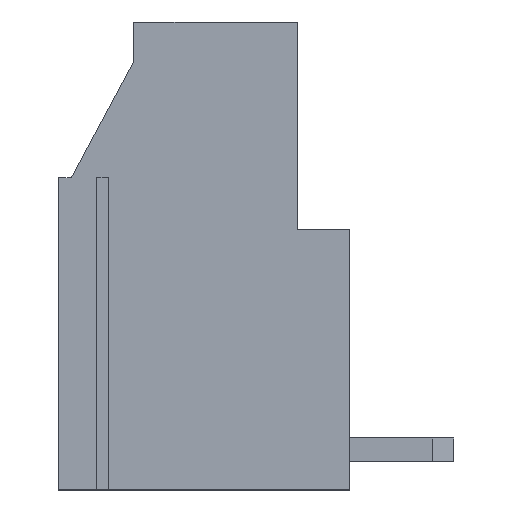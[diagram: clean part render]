
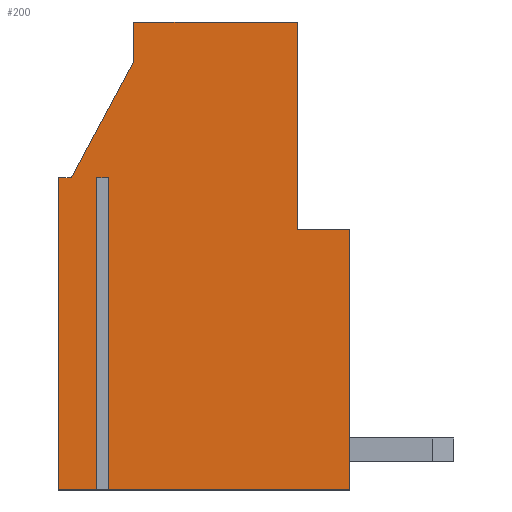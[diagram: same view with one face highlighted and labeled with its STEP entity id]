
A CAD part, front view. The second image highlights one B-rep face of the part: STEP entity #200.
In plain terms, the highlighted planar face has unit normal (0, -1, 0).
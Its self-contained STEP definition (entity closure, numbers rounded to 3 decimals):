
#200 = ADVANCED_FACE( '', ( #444 ), #445, .T. );
#444 = FACE_OUTER_BOUND( '', #742, .T. );
#445 = PLANE( '', #743 );
#742 = EDGE_LOOP( '', ( #1138, #1139, #1140, #1141, #1142, #1143, #1144, #1145, #1146, #1147, #1148, #1149, #1150 ) );
#743 = AXIS2_PLACEMENT_3D( '', #1151, #1152, #1153 );
#1138 = ORIENTED_EDGE( '', *, *, #1951, .T. );
#1139 = ORIENTED_EDGE( '', *, *, #1952, .F. );
#1140 = ORIENTED_EDGE( '', *, *, #1953, .T. );
#1141 = ORIENTED_EDGE( '', *, *, #1867, .T. );
#1142 = ORIENTED_EDGE( '', *, *, #1954, .T. );
#1143 = ORIENTED_EDGE( '', *, *, #1955, .F. );
#1144 = ORIENTED_EDGE( '', *, *, #1912, .F. );
#1145 = ORIENTED_EDGE( '', *, *, #1956, .F. );
#1146 = ORIENTED_EDGE( '', *, *, #1957, .T. );
#1147 = ORIENTED_EDGE( '', *, *, #1875, .T. );
#1148 = ORIENTED_EDGE( '', *, *, #1958, .T. );
#1149 = ORIENTED_EDGE( '', *, *, #1959, .T. );
#1150 = ORIENTED_EDGE( '', *, *, #1960, .T. );
#1151 = CARTESIAN_POINT( '', ( 0., -7.5, 0. ) );
#1152 = DIRECTION( '', ( 0., -1., 0. ) );
#1153 = DIRECTION( '', ( 0., 0., -1. ) );
#1867 = EDGE_CURVE( '', #2237, #2234, #2238, .T. );
#1875 = EDGE_CURVE( '', #2249, #2250, #2251, .T. );
#1912 = EDGE_CURVE( '', #2314, #2316, #2317, .T. );
#1951 = EDGE_CURVE( '', #2381, #2382, #2383, .T. );
#1952 = EDGE_CURVE( '', #2384, #2382, #2385, .T. );
#1953 = EDGE_CURVE( '', #2384, #2237, #2386, .T. );
#1954 = EDGE_CURVE( '', #2234, #2387, #2388, .T. );
#1955 = EDGE_CURVE( '', #2316, #2387, #2389, .T. );
#1956 = EDGE_CURVE( '', #2390, #2314, #2391, .T. );
#1957 = EDGE_CURVE( '', #2390, #2249, #2392, .T. );
#1958 = EDGE_CURVE( '', #2250, #2393, #2394, .T. );
#1959 = EDGE_CURVE( '', #2393, #2395, #2396, .T. );
#1960 = EDGE_CURVE( '', #2395, #2381, #2397, .T. );
#2234 = VERTEX_POINT( '', #2774 );
#2237 = VERTEX_POINT( '', #2778 );
#2238 = LINE( '', #2779, #2780 );
#2249 = VERTEX_POINT( '', #2796 );
#2250 = VERTEX_POINT( '', #2797 );
#2251 = LINE( '', #2798, #2799 );
#2314 = VERTEX_POINT( '', #2881 );
#2316 = VERTEX_POINT( '', #2884 );
#2317 = LINE( '', #2885, #2886 );
#2381 = VERTEX_POINT( '', #2979 );
#2382 = VERTEX_POINT( '', #2980 );
#2383 = LINE( '', #2981, #2982 );
#2384 = VERTEX_POINT( '', #2983 );
#2385 = LINE( '', #2984, #2985 );
#2386 = LINE( '', #2986, #2987 );
#2387 = VERTEX_POINT( '', #2988 );
#2388 = LINE( '', #2989, #2990 );
#2389 = LINE( '', #2991, #2992 );
#2390 = VERTEX_POINT( '', #2993 );
#2391 = LINE( '', #2994, #2995 );
#2392 = LINE( '', #2996, #2997 );
#2393 = VERTEX_POINT( '', #2998 );
#2394 = LINE( '', #2999, #3000 );
#2395 = VERTEX_POINT( '', #3001 );
#2396 = LINE( '', #3002, #3003 );
#2397 = LINE( '', #3004, #3005 );
#2774 = CARTESIAN_POINT( '', ( 1.93, -7.5, 0. ) );
#2778 = CARTESIAN_POINT( '', ( 1.93, -7.5, 12. ) );
#2779 = CARTESIAN_POINT( '', ( 1.93, -7.5, 12. ) );
#2780 = VECTOR( '', #3487, 1000. );
#2796 = CARTESIAN_POINT( '', ( 2.9, -7.5, 18. ) );
#2797 = CARTESIAN_POINT( '', ( 2.9, -7.5, 16.5 ) );
#2798 = CARTESIAN_POINT( '', ( 2.9, -7.5, -1. ) );
#2799 = VECTOR( '', #3493, 1000. );
#2881 = CARTESIAN_POINT( '', ( 9.2, -7.5, 10. ) );
#2884 = CARTESIAN_POINT( '', ( 11.2, -7.5, 10. ) );
#2885 = CARTESIAN_POINT( '', ( 9.447, -7.5, 10. ) );
#2886 = VECTOR( '', #3538, 1000. );
#2979 = CARTESIAN_POINT( '', ( 0., -7.5, 0. ) );
#2980 = CARTESIAN_POINT( '', ( 1.47, -7.5, 0. ) );
#2981 = CARTESIAN_POINT( '', ( 0., -7.5, 0. ) );
#2982 = VECTOR( '', #3571, 1000. );
#2983 = CARTESIAN_POINT( '', ( 1.47, -7.5, 12. ) );
#2984 = CARTESIAN_POINT( '', ( 1.47, -7.5, 12. ) );
#2985 = VECTOR( '', #3572, 1000. );
#2986 = CARTESIAN_POINT( '', ( 1.47, -7.5, 12. ) );
#2987 = VECTOR( '', #3573, 1000. );
#2988 = CARTESIAN_POINT( '', ( 11.2, -7.5, 0. ) );
#2989 = CARTESIAN_POINT( '', ( 0., -7.5, 0. ) );
#2990 = VECTOR( '', #3574, 1000. );
#2991 = CARTESIAN_POINT( '', ( 11.2, -7.5, -1. ) );
#2992 = VECTOR( '', #3575, 1000. );
#2993 = CARTESIAN_POINT( '', ( 9.2, -7.5, 18. ) );
#2994 = CARTESIAN_POINT( '', ( 9.2, -7.5, 18. ) );
#2995 = VECTOR( '', #3576, 1000. );
#2996 = CARTESIAN_POINT( '', ( 15.2, -7.5, 18. ) );
#2997 = VECTOR( '', #3577, 1000. );
#2998 = CARTESIAN_POINT( '', ( 0.5, -7.5, 12. ) );
#2999 = CARTESIAN_POINT( '', ( -3.824, -7.5, 3.893 ) );
#3000 = VECTOR( '', #3578, 1000. );
#3001 = CARTESIAN_POINT( '', ( 0., -7.5, 12. ) );
#3002 = CARTESIAN_POINT( '', ( 5.35, -7.5, 12. ) );
#3003 = VECTOR( '', #3579, 1000. );
#3004 = CARTESIAN_POINT( '', ( 0., -7.5, 18. ) );
#3005 = VECTOR( '', #3580, 1000. );
#3487 = DIRECTION( '', ( 0., 0., -1. ) );
#3493 = DIRECTION( '', ( 0., 0., -1. ) );
#3538 = DIRECTION( '', ( 1., 0., 0. ) );
#3571 = DIRECTION( '', ( 1., 0., 0. ) );
#3572 = DIRECTION( '', ( 0., 0., -1. ) );
#3573 = DIRECTION( '', ( 1., 0., 0. ) );
#3574 = DIRECTION( '', ( 1., 0., 0. ) );
#3575 = DIRECTION( '', ( 0., 0., -1. ) );
#3576 = DIRECTION( '', ( 0., 0., -1. ) );
#3577 = DIRECTION( '', ( -1., 0., 0. ) );
#3578 = DIRECTION( '', ( -0.471, 0., -0.882 ) );
#3579 = DIRECTION( '', ( -1., 0., 0. ) );
#3580 = DIRECTION( '', ( 0., 0., -1. ) );
